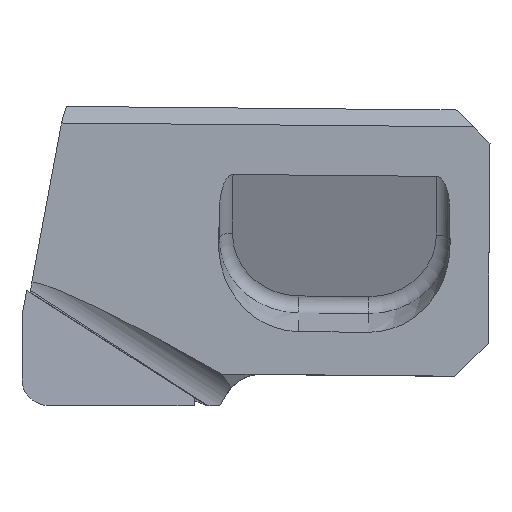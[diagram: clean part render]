
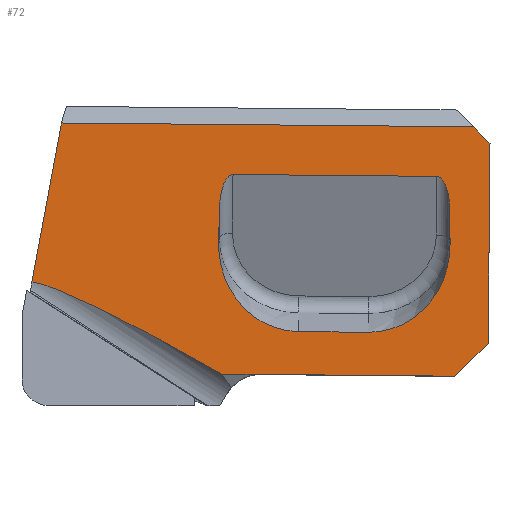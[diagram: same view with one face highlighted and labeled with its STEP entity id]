
A CAD part, top view. The second image highlights one B-rep face of the part: STEP entity #72.
In plain terms, the highlighted planar face has unit normal (0, 0, 1).
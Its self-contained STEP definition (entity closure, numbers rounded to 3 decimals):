
#65=FACE_BOUND('',#186,.T.);
#66=FACE_BOUND('',#187,.T.);
#72=ADVANCED_FACE('',(#65,#66),#115,.T.);
#115=PLANE('',#1003);
#186=EDGE_LOOP('',(#275,#276,#277,#278,#279,#280,#281,#282));
#187=EDGE_LOOP('',(#283,#284,#285,#286,#287,#288,#289,#290));
#229=ELLIPSE('',#998,16.297,1.2);
#230=ELLIPSE('',#999,2.618,2.427);
#231=ELLIPSE('',#1000,2.618,2.427);
#232=ELLIPSE('',#1001,1.068,0.4);
#233=ELLIPSE('',#1002,1.068,0.4);
#275=ORIENTED_EDGE('',*,*,#559,.F.);
#276=ORIENTED_EDGE('',*,*,#560,.T.);
#277=ORIENTED_EDGE('',*,*,#558,.F.);
#278=ORIENTED_EDGE('',*,*,#554,.T.);
#279=ORIENTED_EDGE('',*,*,#561,.T.);
#280=ORIENTED_EDGE('',*,*,#562,.F.);
#281=ORIENTED_EDGE('',*,*,#563,.F.);
#282=ORIENTED_EDGE('',*,*,#564,.T.);
#283=ORIENTED_EDGE('',*,*,#565,.F.);
#284=ORIENTED_EDGE('',*,*,#566,.F.);
#285=ORIENTED_EDGE('',*,*,#567,.F.);
#286=ORIENTED_EDGE('',*,*,#568,.T.);
#287=ORIENTED_EDGE('',*,*,#569,.F.);
#288=ORIENTED_EDGE('',*,*,#570,.F.);
#289=ORIENTED_EDGE('',*,*,#571,.F.);
#290=ORIENTED_EDGE('',*,*,#572,.T.);
#480=VERTEX_POINT('',#1425);
#481=VERTEX_POINT('',#1427);
#482=VERTEX_POINT('',#1431);
#484=VERTEX_POINT('',#1437);
#485=VERTEX_POINT('',#1438);
#486=VERTEX_POINT('',#1441);
#487=VERTEX_POINT('',#1443);
#488=VERTEX_POINT('',#1445);
#489=VERTEX_POINT('',#1448);
#490=VERTEX_POINT('',#1449);
#491=VERTEX_POINT('',#1451);
#492=VERTEX_POINT('',#1453);
#493=VERTEX_POINT('',#1455);
#494=VERTEX_POINT('',#1457);
#495=VERTEX_POINT('',#1459);
#496=VERTEX_POINT('',#1461);
#554=EDGE_CURVE('',#481,#480,#758,.T.);
#558=EDGE_CURVE('',#481,#482,#762,.T.);
#559=EDGE_CURVE('',#484,#485,#763,.T.);
#560=EDGE_CURVE('',#484,#482,#764,.T.);
#561=EDGE_CURVE('',#480,#486,#229,.T.);
#562=EDGE_CURVE('',#487,#486,#765,.T.);
#563=EDGE_CURVE('',#488,#487,#766,.T.);
#564=EDGE_CURVE('',#488,#485,#767,.T.);
#565=EDGE_CURVE('',#489,#490,#768,.T.);
#566=EDGE_CURVE('',#491,#489,#230,.T.);
#567=EDGE_CURVE('',#492,#491,#769,.T.);
#568=EDGE_CURVE('',#492,#493,#231,.T.);
#569=EDGE_CURVE('',#494,#493,#770,.T.);
#570=EDGE_CURVE('',#495,#494,#232,.T.);
#571=EDGE_CURVE('',#496,#495,#771,.T.);
#572=EDGE_CURVE('',#496,#490,#233,.T.);
#758=LINE('',#1426,#847);
#762=LINE('',#1434,#851);
#763=LINE('',#1436,#852);
#764=LINE('',#1439,#853);
#765=LINE('',#1442,#854);
#766=LINE('',#1444,#855);
#767=LINE('',#1446,#856);
#768=LINE('',#1447,#857);
#769=LINE('',#1452,#858);
#770=LINE('',#1456,#859);
#771=LINE('',#1460,#860);
#847=VECTOR('',#1120,1.);
#851=VECTOR('',#1126,1.);
#852=VECTOR('',#1129,1.);
#853=VECTOR('',#1130,1.);
#854=VECTOR('',#1133,1.);
#855=VECTOR('',#1134,1.);
#856=VECTOR('',#1135,1.);
#857=VECTOR('',#1136,1.);
#858=VECTOR('',#1139,1.);
#859=VECTOR('',#1142,1.);
#860=VECTOR('',#1145,1.);
#998=AXIS2_PLACEMENT_3D('',#1440,#1131,#1132);
#999=AXIS2_PLACEMENT_3D('',#1450,#1137,#1138);
#1000=AXIS2_PLACEMENT_3D('',#1454,#1140,#1141);
#1001=AXIS2_PLACEMENT_3D('',#1458,#1143,#1144);
#1002=AXIS2_PLACEMENT_3D('',#1462,#1146,#1147);
#1003=AXIS2_PLACEMENT_3D('',#1463,#1148,#1149);
#1120=DIRECTION('',(-0.183,-0.983,0.));
#1126=DIRECTION('',(1.,-0.009,0.));
#1129=DIRECTION('',(-0.009,-1.,0.));
#1130=DIRECTION('',(-0.701,0.714,0.));
#1131=DIRECTION('',(0.,0.,-1.));
#1132=DIRECTION('',(0.839,-0.544,0.));
#1133=DIRECTION('',(-1.,0.009,0.));
#1134=DIRECTION('',(-1.,0.009,0.));
#1135=DIRECTION('',(0.714,0.701,0.));
#1136=DIRECTION('',(-0.004,1.,0.));
#1137=DIRECTION('',(0.,0.,1.));
#1138=DIRECTION('',(-0.009,-1.,0.));
#1139=DIRECTION('',(1.,-0.009,0.));
#1140=DIRECTION('',(0.,0.,-1.));
#1141=DIRECTION('',(-0.009,-1.,0.));
#1142=DIRECTION('',(-0.022,-1.,0.));
#1143=DIRECTION('',(0.,0.,1.));
#1144=DIRECTION('',(0.009,1.,0.));
#1145=DIRECTION('',(-1.,0.009,0.));
#1146=DIRECTION('',(0.,0.,-1.));
#1147=DIRECTION('',(-0.009,-1.,0.));
#1148=DIRECTION('',(0.,0.,1.));
#1149=DIRECTION('',(-0.009,-1.,0.));
#1425=CARTESIAN_POINT('',(-9.088,-1.199,0.));
#1426=CARTESIAN_POINT('',(-8.2,3.576,0.));
#1427=CARTESIAN_POINT('',(-8.2,3.576,0.));
#1431=CARTESIAN_POINT('',(4.182,3.462,0.));
#1434=CARTESIAN_POINT('',(-8.2,3.576,0.));
#1436=CARTESIAN_POINT('',(4.677,2.957,0.));
#1437=CARTESIAN_POINT('',(4.677,2.957,0.));
#1438=CARTESIAN_POINT('',(4.622,-3.043,0.));
#1439=CARTESIAN_POINT('',(4.677,2.957,0.));
#1440=CARTESIAN_POINT('',(4.326,-10.118,0.));
#1441=CARTESIAN_POINT('',(-3.394,-3.969,0.));
#1442=CARTESIAN_POINT('',(-2.194,-3.98,0.));
#1443=CARTESIAN_POINT('',(-2.194,-3.98,0.));
#1444=CARTESIAN_POINT('',(3.613,-4.033,0.));
#1445=CARTESIAN_POINT('',(3.613,-4.033,0.));
#1446=CARTESIAN_POINT('',(3.613,-4.033,0.));
#1447=CARTESIAN_POINT('',(3.476,-0.081,0.));
#1448=CARTESIAN_POINT('',(3.476,-0.081,0.));
#1449=CARTESIAN_POINT('',(3.472,0.938,0.));
#1450=CARTESIAN_POINT('',(1.049,-0.096,0.));
#1451=CARTESIAN_POINT('',(1.025,-2.714,0.));
#1452=CARTESIAN_POINT('',(-1.075,-2.694,0.));
#1453=CARTESIAN_POINT('',(-1.075,-2.694,0.));
#1454=CARTESIAN_POINT('',(-1.051,-0.076,0.));
#1455=CARTESIAN_POINT('',(-3.477,-0.017,0.));
#1456=CARTESIAN_POINT('',(-3.454,1.001,0.));
#1457=CARTESIAN_POINT('',(-3.454,1.001,0.));
#1458=CARTESIAN_POINT('',(-3.055,0.96,0.));
#1459=CARTESIAN_POINT('',(-3.045,2.028,0.));
#1460=CARTESIAN_POINT('',(3.082,1.972,0.));
#1461=CARTESIAN_POINT('',(3.082,1.972,0.));
#1462=CARTESIAN_POINT('',(3.072,0.904,0.));
#1463=CARTESIAN_POINT('',(-2.215,-0.23,0.));
